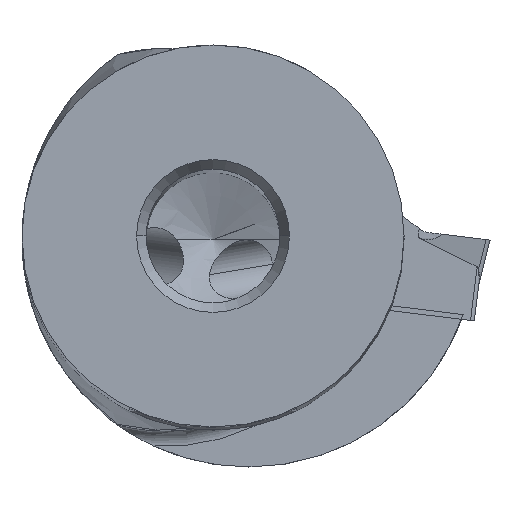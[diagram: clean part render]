
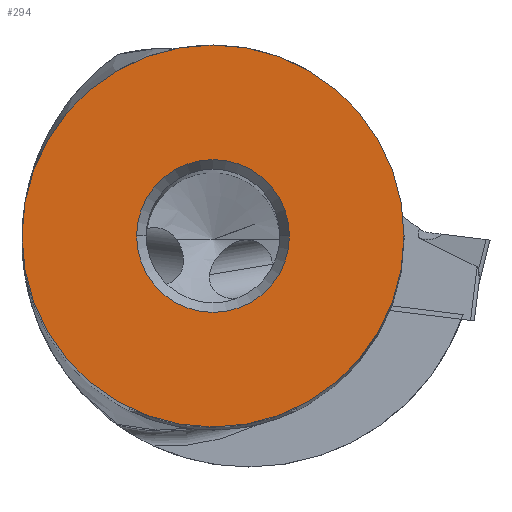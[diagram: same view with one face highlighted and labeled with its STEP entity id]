
A CAD part, top view. The second image highlights one B-rep face of the part: STEP entity #294.
In plain terms, the highlighted planar face has unit normal (0, 0, 1).
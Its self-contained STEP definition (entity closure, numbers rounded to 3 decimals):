
#40=FACE_BOUND('',#622,.T.);
#41=FACE_BOUND('',#623,.T.);
#294=ADVANCED_FACE('',(#40,#41),#350,.F.);
#350=PLANE('',#3187);
#622=EDGE_LOOP('',(#1415,#1416));
#623=EDGE_LOOP('',(#1417,#1418));
#1415=ORIENTED_EDGE('',*,*,#2149,.T.);
#1416=ORIENTED_EDGE('',*,*,#2150,.T.);
#1417=ORIENTED_EDGE('',*,*,#2148,.T.);
#1418=ORIENTED_EDGE('',*,*,#2146,.T.);
#1739=VERTEX_POINT('',#6532);
#1740=VERTEX_POINT('',#6534);
#1741=VERTEX_POINT('',#6540);
#1742=VERTEX_POINT('',#6541);
#2146=EDGE_CURVE('',#1740,#1739,#2428,.T.);
#2148=EDGE_CURVE('',#1739,#1740,#2429,.T.);
#2149=EDGE_CURVE('',#1741,#1742,#2430,.T.);
#2150=EDGE_CURVE('',#1742,#1741,#2431,.T.);
#2428=CIRCLE('',#3181,4.);
#2429=CIRCLE('',#3183,4.);
#2430=CIRCLE('',#3185,10.);
#2431=CIRCLE('',#3186,10.);
#3181=AXIS2_PLACEMENT_3D('',#6533,#3827,#3828);
#3183=AXIS2_PLACEMENT_3D('',#6537,#3832,#3833);
#3185=AXIS2_PLACEMENT_3D('',#6539,#3836,#3837);
#3186=AXIS2_PLACEMENT_3D('',#6542,#3838,#3839);
#3187=AXIS2_PLACEMENT_3D('',#6543,#3840,#3841);
#3827=DIRECTION('',(0.,0.,-1.));
#3828=DIRECTION('',(-1.,0.,0.));
#3832=DIRECTION('',(0.,0.,-1.));
#3833=DIRECTION('',(1.,0.,0.));
#3836=DIRECTION('',(0.,0.,1.));
#3837=DIRECTION('',(1.,0.,0.));
#3838=DIRECTION('',(0.,0.,1.));
#3839=DIRECTION('',(-1.,0.,0.));
#3840=DIRECTION('',(0.,0.,-1.));
#3841=DIRECTION('',(1.,0.,0.));
#6532=CARTESIAN_POINT('',(4.,0.,0.));
#6533=CARTESIAN_POINT('',(0.,0.,0.));
#6534=CARTESIAN_POINT('',(-4.,0.,0.));
#6537=CARTESIAN_POINT('',(0.,0.,0.));
#6539=CARTESIAN_POINT('',(0.,0.,0.));
#6540=CARTESIAN_POINT('',(10.,0.,0.));
#6541=CARTESIAN_POINT('',(-10.,0.,0.));
#6542=CARTESIAN_POINT('',(0.,0.,0.));
#6543=CARTESIAN_POINT('',(0.,0.,0.));
